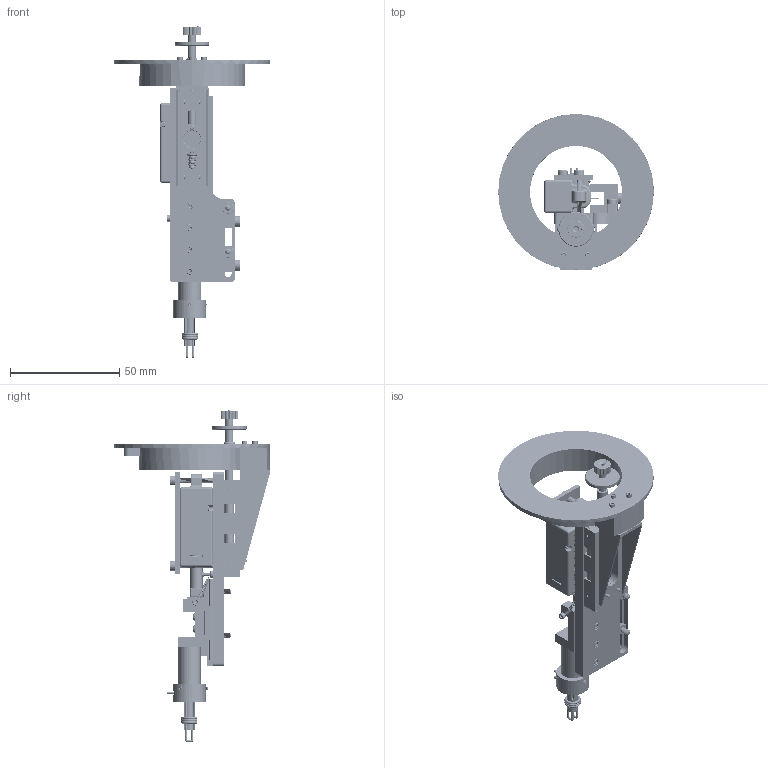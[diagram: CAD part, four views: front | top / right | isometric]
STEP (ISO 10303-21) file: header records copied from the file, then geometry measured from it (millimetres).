
FILE_DESCRIPTION(/* description */ (''),/* implementation_level */ '2;1');
FILE_NAME(/* name */ 'full-assy-rails-inverted v22.step',/* time_stamp */ '2024-07-15T14:39:59-07:00',/* author */ (''),/* organization */ (''),/* preprocessor_version */ 'ST-DEVELOPER v20',/* originating_system */ 'Autodesk Translation Framework v13.14.0.145',/* authorisation */ '');
FILE_SCHEMA (('AUTOMOTIVE_DESIGN { 1 0 10303 214 3 1 1 }'));
Products named in the file (31): full-assy-rails-inverted; PQ12_NEWSHAFT; PQ-12-20_10300; LIFT_10300_NS; newport z kit; condenser_mount_front; Newport-MS-500-X-extended-adjuster; Newport-9347 v1; Newport-MS-TG-3 v1; _MS-TG-3-ASM; actuonix-bracket; 8381K39_Miniature Ball Bearing Carriage and Guide Rail; 8381K39_rail; 8381K39_carriage; carriage mount; dog-digikey-36-1267; H9004-01; 2-56 92196A076_18-8 Stainless Steel Socket Head Screw; 0-80 x 3/8 92196A057_18-8 Stainless Steel Socket Head Screw; actuonix-bracket-front; 92095A452_Button Head Hex Drive Screw; holding-rod-cap+housing-outer_electrodes; 92015A205_18-8 Stainless Steel Cup-Point Set Screw; pm-f25; 91292A019_18-8 Stainless Steel Socket Head Screw; 92196A049_18-8 Stainless Steel Socket Head Screw; 9262K252_Oil-Resistant Buna-N O-Ring; M2.5 91292A016_18-8 Stainless Steel Socket Head Screw; M2.5 90593A025_Black-Oxide Steel Hex Nut; 91290A022_Alloy Steel Socket Head Screw; 5108N002_Music Wire - stretched
Assembly tree (49 placements, depth 4):
  full-assy-rails-inverted
    PQ12_NEWSHAFT
      PQ-12-20_10300
      LIFT_10300_NS
    newport z kit
    condenser_mount_front
    Newport-MS-500-X-extended-adjuster
      Newport-9347 v1
      Newport-MS-TG-3 v1
        _MS-TG-3-ASM
    actuonix-bracket
      8381K39_Miniature Ball Bearing Carriage and Guide Rail
        8381K39_rail
        8381K39_carriage
      carriage mount
        dog-digikey-36-1267
      H9004-01
    2-56 92196A076_18-8 Stainless Steel Socket Head Screw  x2
    0-80 x 3/8 92196A057_18-8 Stainless Steel Socket Head Screw  x4
    actuonix-bracket-front
    92095A452_Button Head Hex Drive Screw  x2
    91290A022_Alloy Steel Socket Head Screw  x5
    holding-rod-cap+housing-outer_electrodes
    92015A205_18-8 Stainless Steel Cup-Point Set Screw  x3
    pm-f25  x2
    91292A019_18-8 Stainless Steel Socket Head Screw  x2
    92196A049_18-8 Stainless Steel Socket Head Screw  x3
    9262K252_Oil-Resistant Buna-N O-Ring  x3
    M2.5 90593A025_Black-Oxide Steel Hex Nut  x2
    M2.5 91292A016_18-8 Stainless Steel Socket Head Screw  x2
    5108N002_Music Wire - stretched
Bounding box: 71.1 x 71.24 x 151.86 mm (x, y, z)
Volume: 32629.8 mm3; surface area: 41590.1 mm2
Topology: 46 solids, 56 shells, 3247 faces, 8723 edges, 5619 vertices
Faces by surface type: cylinder 1683, plane 1005, cone 250, torus 149, bspline 140, sphere 20
Full cylindrical faces by diameter (mm): 0.508 x1, 0.795 x2, 1 x8, 1.015 x1, 1.112 x241, 1.145 x103, 1.181 x4, 1.191 x4, 1.2 x1, 1.245 x4, 1.271 x4, 1.395 x1, 1.48 x22, 1.524 x250, 1.595 x18, 1.6 x103, 1.778 x7, 1.8 x4, 1.875 x2, 1.905 x1, 1.915 x136, 1.965 x1, 2 x26, 2.09 x1, 2.184 x20, 2.2 x1, 2.381 x1, 2.4 x3, 2.438 x9, 2.489 x1
Entity records: 157789 total; most frequent: CARTESIAN_POINT 105454, ORIENTED_EDGE 11390, DIRECTION 9809, EDGE_CURVE 5813, VERTEX_POINT 3737, AXIS2_PLACEMENT_3D 3492, LINE 2825, VECTOR 2825
